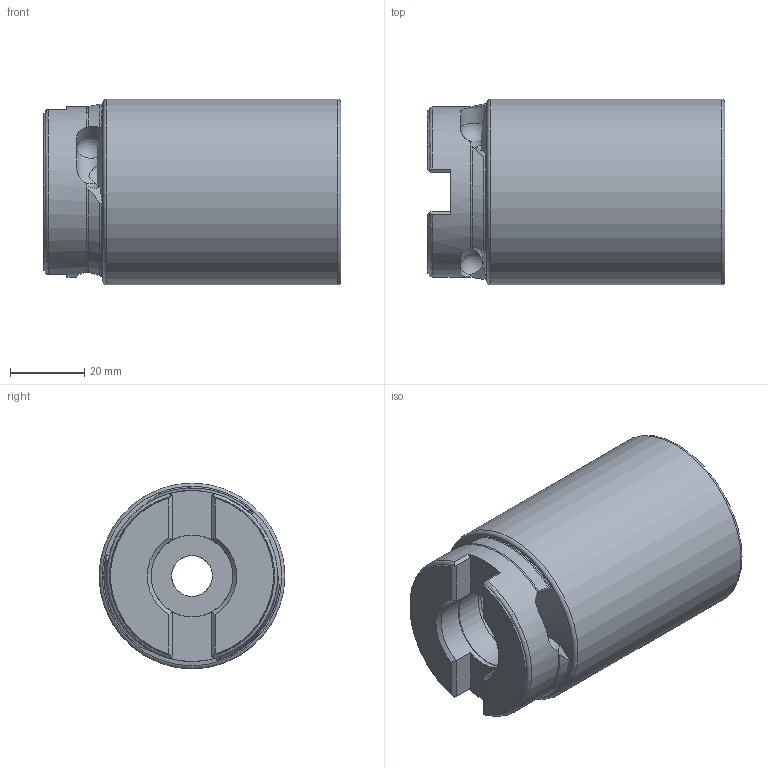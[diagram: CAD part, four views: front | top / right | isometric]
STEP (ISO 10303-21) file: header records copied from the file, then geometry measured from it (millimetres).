
FILE_DESCRIPTION (( 'STEP AP214' ), '1' );
FILE_NAME ('VZF-50-64-49-3 KD22.STEP', '2013-11-11T15:28:34', ( '' ), ( '' ), 'SwSTEP 2.0', 'SolidWorks 2013', '' );
FILE_SCHEMA (( 'AUTOMOTIVE_DESIGN' ));
Length unit declared in the file: millimetre
Products named in the file (1): VZF-50-64-49-3 KD22
Bounding box: 80.05 x 50 x 50 mm (x, y, z)
Volume: 128188.9 mm3; surface area: 24918.3 mm2
Topology: 1 solids, 4 shells, 190 faces, 555 edges, 364 vertices
Faces by surface type: plane 90, cylinder 52, torus 15, cone 15, bspline 9, sphere 9
Full cylindrical faces by diameter (mm): 3 x9, 11 x1, 16.5 x1, 22 x2, 22.05 x1, 22.3 x1, 31 x1, 46 x1, 50 x1
Entity records: 7732 total; most frequent: CARTESIAN_POINT 3216, ORIENTED_EDGE 994, DIRECTION 756, EDGE_CURVE 497, VERTEX_POINT 344, AXIS2_PLACEMENT_3D 296, EDGE_LOOP 243, FACE_OUTER_BOUND 212
